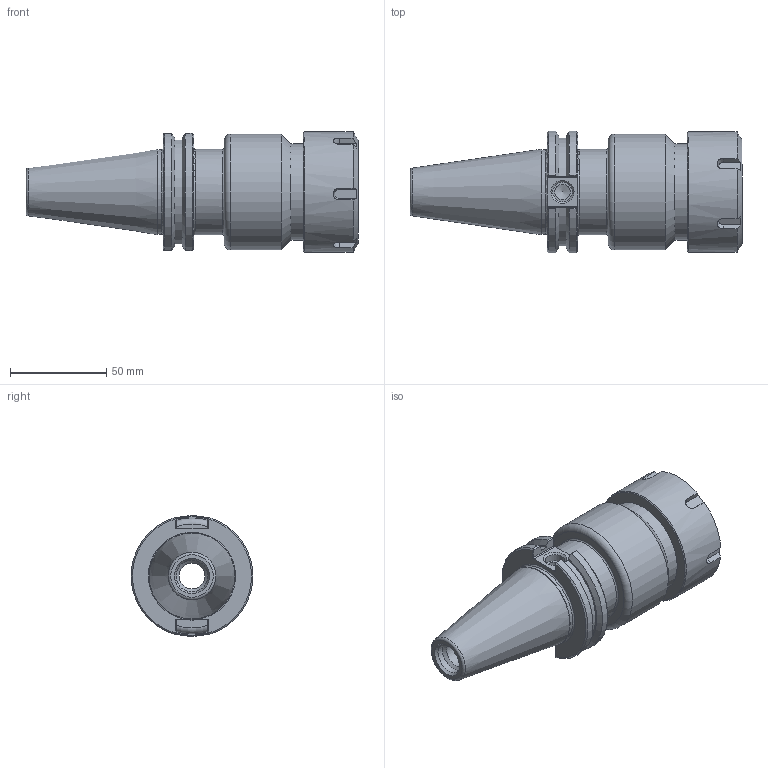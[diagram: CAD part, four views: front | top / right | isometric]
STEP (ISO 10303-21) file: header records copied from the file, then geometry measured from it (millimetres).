
FILE_DESCRIPTION((''),'2;1');
FILE_NAME('C40-40ERP412.iam.stp','2014-06-20T15:52:28',(''),(''),'Autodesk Inventor 2012','Autodesk Inventor 2012','');
FILE_SCHEMA(('AUTOMOTIVE_DESIGN { 1 0 10303 214 1 1 1 1 }'));
Length unit declared in the file: inch
Products named in the file (3): C40-40ERP412; C40-40ER4-1; 40ERPN
Assembly tree (2 placements, depth 2):
  C40-40ERP412
    C40-40ER4-1
    40ERPN
Bounding box: 172.91 x 63.26 x 62.7 mm (x, y, z)
Volume: 220839.5 mm3; surface area: 55110.2 mm2
Topology: 2 solids, 2 shells, 133 faces, 331 edges, 208 vertices
Faces by surface type: plane 56, cylinder 34, cone 33, torus 10
Full cylindrical faces by diameter (mm): 8.001 x1, 10.135 x1, 13.386 x1, 16.459 x1, 26.848 x1, 30.988 x1, 33.477 x1, 38.1 x1, 41.148 x1, 43.942 x1, 44.45 x1, 48.666 x1, 50 x1, 50.292 x1, 60.325 x1, 62.738 x1
Entity records: 3905 total; most frequent: CARTESIAN_POINT 840, DIRECTION 600, ORIENTED_EDGE 558, EDGE_CURVE 279, AXIS2_PLACEMENT_3D 241, VERTEX_POINT 201, EDGE_LOOP 188, FACE_OUTER_BOUND 133
